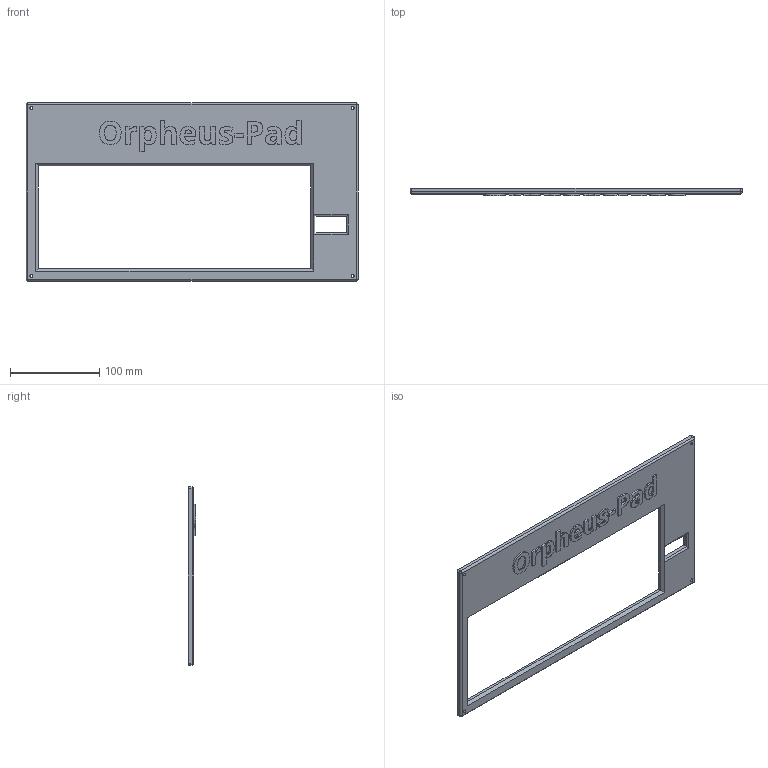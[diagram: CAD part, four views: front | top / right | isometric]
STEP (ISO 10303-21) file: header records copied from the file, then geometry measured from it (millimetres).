
FILE_DESCRIPTION(/* description */ ('STEP AP242','CAx-IF Rec.Pracs.---Representation and Presentation of Product Manufacturing Information (PMI)---4.0---2014-10-13','CAx-IF Rec.Pracs.---3D Tessellated Geometry---0.4---2014-09-14','2;1'),/* implementation_level */ '2;1');
FILE_NAME(/* name */ '687dfa6c14a34a554ccf1576',/* time_stamp */ '2025-07-21T08:29:33Z',/* author */ (''),/* organization */ (''),/* preprocessor_version */ 'ST-DEVELOPER v20',/* originating_system */ 'ONSHAPE BY PTC INC, 1.201',/* authorisation */ ' ');
FILE_SCHEMA (('AP242_MANAGED_MODEL_BASED_3D_ENGINEERING_MIM_LF { 1 0 10303 442 1 1 4 }'));
Length unit declared in the file: metre
Products named in the file (1): Part 1
Bounding box: 372.52 x 8 x 200 mm (x, y, z)
Volume: 231694.5 mm3; surface area: 89654.4 mm2
Topology: 1 solids, 1 shells, 253 faces, 689 edges, 450 vertices
Faces by surface type: bspline 127, plane 104, cylinder 18, sphere 4
Full cylindrical faces by diameter (mm): 3.4 x4
Entity records: 8327 total; most frequent: CARTESIAN_POINT 2782, ORIENTED_EDGE 1362, DIRECTION 715, EDGE_CURVE 681, VERTEX_POINT 450, LINE 393, VECTOR 393, EDGE_LOOP 285
